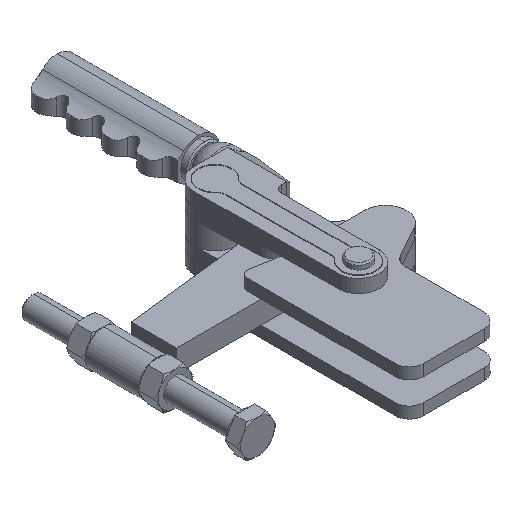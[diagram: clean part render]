
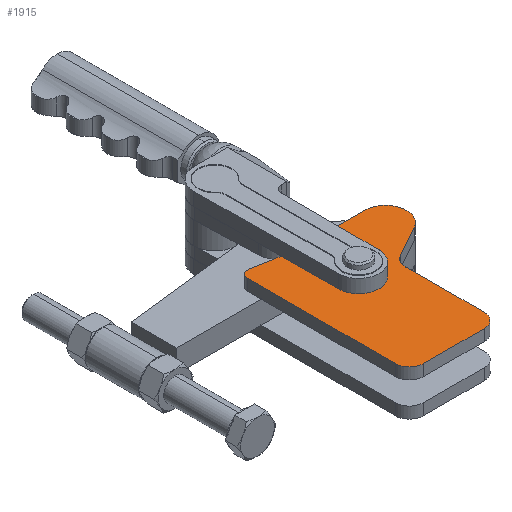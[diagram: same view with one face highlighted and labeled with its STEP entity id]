
A CAD part, isometric view. The second image highlights one B-rep face of the part: STEP entity #1915.
In plain terms, the highlighted planar face has unit normal (0, 0, 1).
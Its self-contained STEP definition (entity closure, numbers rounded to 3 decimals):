
#13 = CARTESIAN_POINT ( 'NONE',  ( -37., 35.865, 8. ) ) ;
#40 = CARTESIAN_POINT ( 'NONE',  ( -55.5, 46., 8. ) ) ;
#145 = ORIENTED_EDGE ( 'NONE', *, *, #7120, .T. ) ;
#478 = AXIS2_PLACEMENT_3D ( 'NONE', #1455, #6975, #2262 ) ;
#623 = CARTESIAN_POINT ( 'NONE',  ( -90., -30., 8. ) ) ;
#663 = CARTESIAN_POINT ( 'NONE',  ( -27., 35.865, 8. ) ) ;
#682 = CARTESIAN_POINT ( 'NONE',  ( -9.724, 56.883, 8. ) ) ;
#704 = ORIENTED_EDGE ( 'NONE', *, *, #7322, .T. ) ;
#782 = VECTOR ( 'NONE', #1154, 1000. ) ;
#971 = VERTEX_POINT ( 'NONE', #1592 ) ;
#1154 = DIRECTION ( 'NONE',  ( 0., -1., 0. ) ) ;
#1206 = DIRECTION ( 'NONE',  ( 0., 0., 1. ) ) ;
#1455 = CARTESIAN_POINT ( 'NONE',  ( -17., 70., 8. ) ) ;
#1460 = DIRECTION ( 'NONE',  ( -1., 0., 0. ) ) ;
#1466 = AXIS2_PLACEMENT_3D ( 'NONE', #7827, #3084, #8631 ) ;
#1592 = CARTESIAN_POINT ( 'NONE',  ( -17., 85., 8. ) ) ;
#1693 = DIRECTION ( 'NONE',  ( 0., 0., 1. ) ) ;
#1752 = ORIENTED_EDGE ( 'NONE', *, *, #7615, .F. ) ;
#1787 = CIRCLE ( 'NONE', #6350, 10. ) ;
#1915 = ADVANCED_FACE ( 'NONE', ( #4667, #2323 ), #5143, .T. ) ;
#2131 = VECTOR ( 'NONE', #3467, 1000. ) ;
#2167 = CIRCLE ( 'NONE', #478, 15. ) ;
#2210 = VECTOR ( 'NONE', #9594, 1000. ) ;
#2262 = DIRECTION ( 'NONE',  ( 1., 0., 0. ) ) ;
#2274 = ORIENTED_EDGE ( 'NONE', *, *, #8867, .T. ) ;
#2323 = FACE_OUTER_BOUND ( 'NONE', #2935, .T. ) ;
#2568 = VERTEX_POINT ( 'NONE', #682 ) ;
#2710 = DIRECTION ( 'NONE',  ( 0.874, 0.485, 0. ) ) ;
#2804 = ORIENTED_EDGE ( 'NONE', *, *, #4040, .T. ) ;
#2820 = EDGE_LOOP ( 'NONE', ( #2865, #1752 ) ) ;
#2865 = ORIENTED_EDGE ( 'NONE', *, *, #5356, .F. ) ;
#2890 = CIRCLE ( 'NONE', #7291, 5. ) ;
#2935 = EDGE_LOOP ( 'NONE', ( #9382, #5321, #145, #6289, #3815, #704, #6764, #9872, #2804, #2274, #7675 ) ) ;
#3022 = VERTEX_POINT ( 'NONE', #4565 ) ;
#3084 = DIRECTION ( 'NONE',  ( 0., 0., 1. ) ) ;
#3242 = DIRECTION ( 'NONE',  ( 0., 0., 1. ) ) ;
#3255 = CARTESIAN_POINT ( 'NONE',  ( -37., 35.865, 8. ) ) ;
#3400 = CARTESIAN_POINT ( 'NONE',  ( -60., 46., 8. ) ) ;
#3413 = CARTESIAN_POINT ( 'NONE',  ( -67.39, 85., 8. ) ) ;
#3467 = DIRECTION ( 'NONE',  ( -0.985, 0.174, 0. ) ) ;
#3504 = VERTEX_POINT ( 'NONE', #5448 ) ;
#3519 = DIRECTION ( 'NONE',  ( 1., 0., 0. ) ) ;
#3525 = AXIS2_PLACEMENT_3D ( 'NONE', #663, #6182, #1460 ) ;
#3692 = CIRCLE ( 'NONE', #3525, 10. ) ;
#3815 = ORIENTED_EDGE ( 'NONE', *, *, #4757, .T. ) ;
#3877 = CIRCLE ( 'NONE', #1466, 4.5 ) ;
#4040 = EDGE_CURVE ( 'NONE', #8143, #7821, #4993, .T. ) ;
#4197 = DIRECTION ( 'NONE',  ( 1., 0., 0. ) ) ;
#4332 = CARTESIAN_POINT ( 'NONE',  ( -100., 84.791, 8. ) ) ;
#4366 = DIRECTION ( 'NONE',  ( 0., 0., 1. ) ) ;
#4400 = CIRCLE ( 'NONE', #4788, 10. ) ;
#4475 = LINE ( 'NONE', #5053, #2131 ) ;
#4565 = CARTESIAN_POINT ( 'NONE',  ( -47., -30., 8. ) ) ;
#4667 = FACE_BOUND ( 'NONE', #2820, .T. ) ;
#4757 = EDGE_CURVE ( 'NONE', #2568, #971, #2167, .T. ) ;
#4788 = AXIS2_PLACEMENT_3D ( 'NONE', #9100, #4366, #9918 ) ;
#4845 = DIRECTION ( 'NONE',  ( 1., 0., 0. ) ) ;
#4993 = LINE ( 'NONE', #4332, #782 ) ;
#5053 = CARTESIAN_POINT ( 'NONE',  ( -67.39, 85., 8. ) ) ;
#5143 = PLANE ( 'NONE',  #5281 ) ;
#5281 = AXIS2_PLACEMENT_3D ( 'NONE', #7610, #3242, #3519 ) ;
#5321 = ORIENTED_EDGE ( 'NONE', *, *, #7387, .T. ) ;
#5356 = EDGE_CURVE ( 'NONE', #5480, #6777, #3877, .T. ) ;
#5448 = CARTESIAN_POINT ( 'NONE',  ( -31.851, 44.61, 8. ) ) ;
#5456 = VERTEX_POINT ( 'NONE', #13 ) ;
#5480 = VERTEX_POINT ( 'NONE', #40 ) ;
#5486 = EDGE_CURVE ( 'NONE', #8314, #8143, #2890, .T. ) ;
#5577 = LINE ( 'NONE', #7432, #7446 ) ;
#5664 = EDGE_CURVE ( 'NONE', #3504, #2568, #5577, .T. ) ;
#5760 = CIRCLE ( 'NONE', #9168, 4.5 ) ;
#5926 = CARTESIAN_POINT ( 'NONE',  ( -90., -20., 8. ) ) ;
#6182 = DIRECTION ( 'NONE',  ( 0., 0., -1. ) ) ;
#6289 = ORIENTED_EDGE ( 'NONE', *, *, #5664, .T. ) ;
#6350 = AXIS2_PLACEMENT_3D ( 'NONE', #5926, #1206, #6722 ) ;
#6391 = EDGE_CURVE ( 'NONE', #8567, #8314, #4475, .T. ) ;
#6409 = CARTESIAN_POINT ( 'NONE',  ( -95., 84.791, 8. ) ) ;
#6538 = CARTESIAN_POINT ( 'NONE',  ( -100., 84.791, 8. ) ) ;
#6590 = LINE ( 'NONE', #8015, #8733 ) ;
#6630 = LINE ( 'NONE', #9531, #8767 ) ;
#6722 = DIRECTION ( 'NONE',  ( 1., 0., 0. ) ) ;
#6764 = ORIENTED_EDGE ( 'NONE', *, *, #6391, .T. ) ;
#6777 = VERTEX_POINT ( 'NONE', #7131 ) ;
#6959 = CARTESIAN_POINT ( 'NONE',  ( -94.132, 89.715, 8. ) ) ;
#6975 = DIRECTION ( 'NONE',  ( 0., 0., 1. ) ) ;
#7120 = EDGE_CURVE ( 'NONE', #5456, #3504, #3692, .T. ) ;
#7131 = CARTESIAN_POINT ( 'NONE',  ( -64.5, 46., 8. ) ) ;
#7132 = VERTEX_POINT ( 'NONE', #7798 ) ;
#7205 = DIRECTION ( 'NONE',  ( 1., 0., 0. ) ) ;
#7291 = AXIS2_PLACEMENT_3D ( 'NONE', #6409, #1693, #7205 ) ;
#7322 = EDGE_CURVE ( 'NONE', #971, #8567, #6630, .T. ) ;
#7387 = EDGE_CURVE ( 'NONE', #7132, #5456, #8515, .T. ) ;
#7432 = CARTESIAN_POINT ( 'NONE',  ( -31.851, 44.61, 8. ) ) ;
#7446 = VECTOR ( 'NONE', #2710, 1000. ) ;
#7610 = CARTESIAN_POINT ( 'NONE',  ( -47., -20., 8. ) ) ;
#7615 = EDGE_CURVE ( 'NONE', #6777, #5480, #5760, .T. ) ;
#7675 = ORIENTED_EDGE ( 'NONE', *, *, #8465, .T. ) ;
#7798 = CARTESIAN_POINT ( 'NONE',  ( -37., -20., 8. ) ) ;
#7821 = VERTEX_POINT ( 'NONE', #8551 ) ;
#7827 = CARTESIAN_POINT ( 'NONE',  ( -60., 46., 8. ) ) ;
#8003 = DIRECTION ( 'NONE',  ( -1., 0., 0. ) ) ;
#8015 = CARTESIAN_POINT ( 'NONE',  ( -90., -30., 8. ) ) ;
#8143 = VERTEX_POINT ( 'NONE', #6538 ) ;
#8314 = VERTEX_POINT ( 'NONE', #6959 ) ;
#8465 = EDGE_CURVE ( 'NONE', #9626, #3022, #6590, .T. ) ;
#8515 = LINE ( 'NONE', #3255, #2210 ) ;
#8551 = CARTESIAN_POINT ( 'NONE',  ( -100., -20., 8. ) ) ;
#8567 = VERTEX_POINT ( 'NONE', #3413 ) ;
#8631 = DIRECTION ( 'NONE',  ( 1., 0., 0. ) ) ;
#8733 = VECTOR ( 'NONE', #4845, 1000. ) ;
#8767 = VECTOR ( 'NONE', #8003, 1000. ) ;
#8857 = EDGE_CURVE ( 'NONE', #3022, #7132, #4400, .T. ) ;
#8867 = EDGE_CURVE ( 'NONE', #7821, #9626, #1787, .T. ) ;
#8934 = DIRECTION ( 'NONE',  ( 0., 0., 1. ) ) ;
#9100 = CARTESIAN_POINT ( 'NONE',  ( -47., -20., 8. ) ) ;
#9168 = AXIS2_PLACEMENT_3D ( 'NONE', #3400, #8934, #4197 ) ;
#9382 = ORIENTED_EDGE ( 'NONE', *, *, #8857, .T. ) ;
#9531 = CARTESIAN_POINT ( 'NONE',  ( -17., 85., 8. ) ) ;
#9594 = DIRECTION ( 'NONE',  ( 0., 1., 0. ) ) ;
#9626 = VERTEX_POINT ( 'NONE', #623 ) ;
#9872 = ORIENTED_EDGE ( 'NONE', *, *, #5486, .T. ) ;
#9918 = DIRECTION ( 'NONE',  ( 1., 0., 0. ) ) ;
